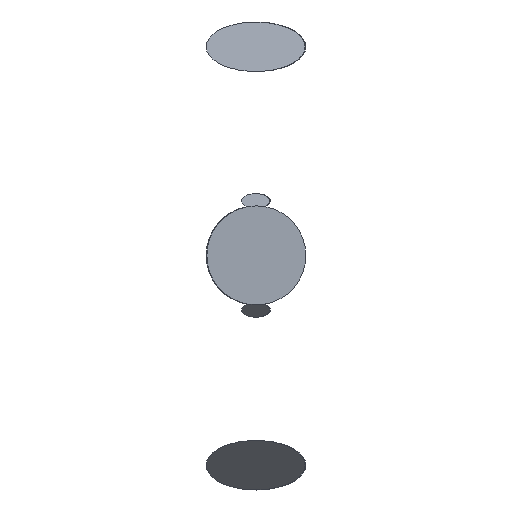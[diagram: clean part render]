
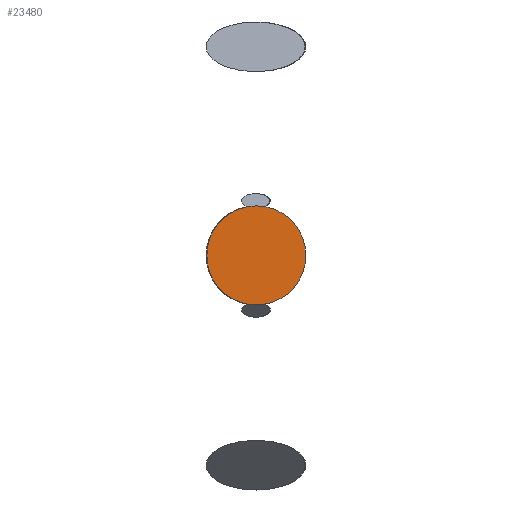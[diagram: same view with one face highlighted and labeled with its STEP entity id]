
A CAD part, left-side view. The second image highlights one B-rep face of the part: STEP entity #23480.
In plain terms, the highlighted face is planar.
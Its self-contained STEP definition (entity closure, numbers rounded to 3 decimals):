
#2050=PLANE('',#25339);
#3499=FACE_OUTER_BOUND('',#4996,.T.);
#4996=EDGE_LOOP('',(#21647,#21648));
#10721=CIRCLE('',#25340,110.947);
#10722=CIRCLE('',#25341,110.947);
#12648=VERTEX_POINT('',#37872);
#12649=VERTEX_POINT('',#37873);
#15683=EDGE_CURVE('',#12648,#12649,#10721,.T.);
#15684=EDGE_CURVE('',#12649,#12648,#10722,.T.);
#21647=ORIENTED_EDGE('',*,*,#15683,.F.);
#21648=ORIENTED_EDGE('',*,*,#15684,.F.);
#23480=ADVANCED_FACE('',(#3499),#2050,.T.);
#25339=AXIS2_PLACEMENT_3D('',#37871,#31190,#31191);
#25340=AXIS2_PLACEMENT_3D('',#37874,#31192,#31193);
#25341=AXIS2_PLACEMENT_3D('',#37875,#31194,#31195);
#31190=DIRECTION('center_axis',(0.,1.,0.));
#31191=DIRECTION('ref_axis',(0.,0.,1.));
#31192=DIRECTION('center_axis',(0.,-1.,0.));
#31193=DIRECTION('ref_axis',(1.,0.,0.));
#31194=DIRECTION('center_axis',(0.,-1.,0.));
#31195=DIRECTION('ref_axis',(1.,0.,0.));
#37871=CARTESIAN_POINT('Origin',(0.9,502.6,-110.247));
#37872=CARTESIAN_POINT('',(0.9,502.6,-110.247));
#37873=CARTESIAN_POINT('',(0.9,502.6,111.647));
#37874=CARTESIAN_POINT('Origin',(0.9,502.6,0.7));
#37875=CARTESIAN_POINT('Origin',(0.9,502.6,0.7));
